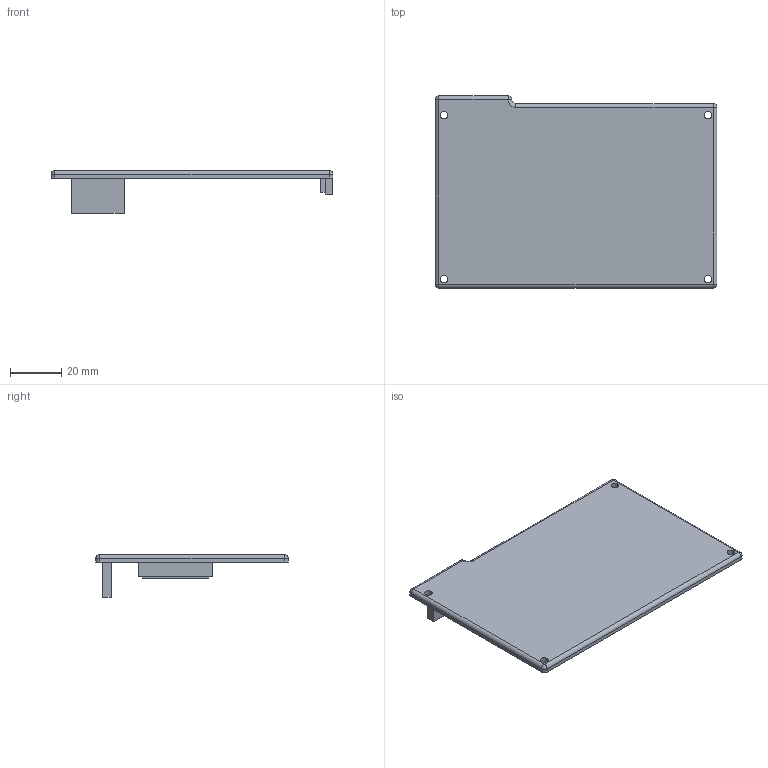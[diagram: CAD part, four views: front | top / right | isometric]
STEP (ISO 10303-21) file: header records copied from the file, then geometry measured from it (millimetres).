
FILE_DESCRIPTION (( 'STEP AP214' ), '1' );
FILE_NAME ('LOCK.STEP', '2025-07-03T19:02:57', ( '' ), ( '' ), 'SwSTEP 2.0', 'SolidWorks 2023', '' );
FILE_SCHEMA (( 'AUTOMOTIVE_DESIGN' ));
Length unit declared in the file: millimetre
Products named in the file (1): LOCK
Bounding box: 110 x 75 x 16.75 mm (x, y, z)
Volume: 25524.8 mm3; surface area: 18009.7 mm2
Topology: 1 solids, 1 shells, 47 faces, 119 edges, 70 vertices
Faces by surface type: plane 22, cylinder 19, sphere 5, torus 1
Entity records: 1403 total; most frequent: DIRECTION 250, CARTESIAN_POINT 232, ORIENTED_EDGE 228, EDGE_CURVE 114, AXIS2_PLACEMENT_3D 88, LINE 74, VECTOR 74, VERTEX_POINT 70
